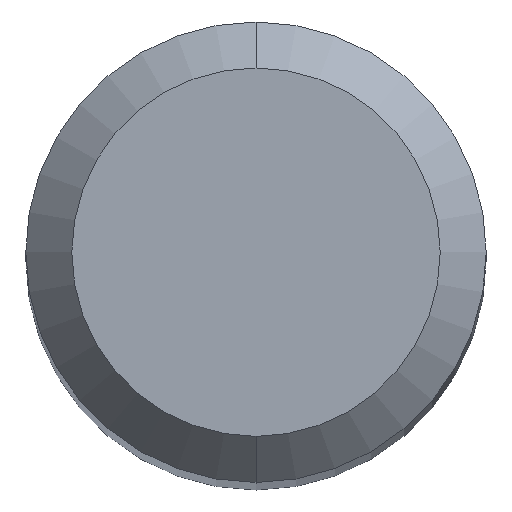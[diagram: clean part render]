
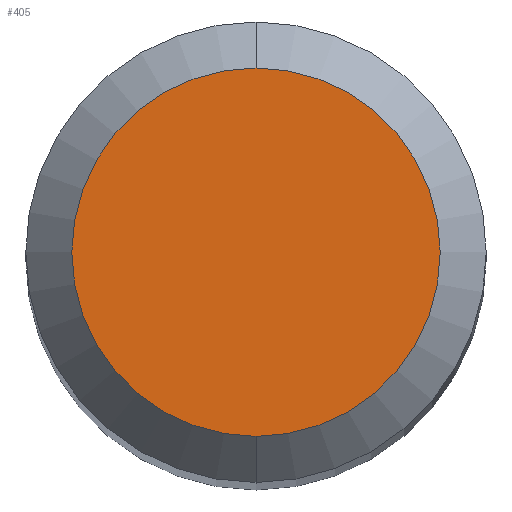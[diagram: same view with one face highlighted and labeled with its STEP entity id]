
A CAD part, top view. The second image highlights one B-rep face of the part: STEP entity #405.
In plain terms, the highlighted planar face has unit normal (0, 0, 1).
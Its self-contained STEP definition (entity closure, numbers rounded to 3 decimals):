
#201=EDGE_CURVE('',#225,#209,#496,.T.);
#209=VERTEX_POINT('',#505);
#225=VERTEX_POINT('',#523);
#273=EDGE_CURVE('',#209,#225,#578,.T.);
#405=ADVANCED_FACE('',(#722),#723,.T.);
#496=CIRCLE('',#835,1.2);
#505=CARTESIAN_POINT('',(0.,-1.2,0.0));
#523=CARTESIAN_POINT('',(0.0,1.2,0.0));
#578=CIRCLE('',#953,1.2);
#722=FACE_OUTER_BOUND('',#1299,.T.);
#723=PLANE('',#1300);
#835=AXIS2_PLACEMENT_3D('',#1441,#1442,#1443);
#953=AXIS2_PLACEMENT_3D('',#1547,#1548,#1549);
#1299=EDGE_LOOP('',(#1691,#1692));
#1300=AXIS2_PLACEMENT_3D('',#1693,#1694,#1695);
#1441=CARTESIAN_POINT('',(0.0,0.0,0.0));
#1442=DIRECTION('',(0.0,0.0,-1.0));
#1443=DIRECTION('',(0.0,1.0,0.0));
#1547=CARTESIAN_POINT('',(0.0,0.0,0.0));
#1548=DIRECTION('',(0.0,0.0,-1.0));
#1549=DIRECTION('',(0.0,1.0,0.0));
#1691=ORIENTED_EDGE('',*,*,#201,.F.);
#1692=ORIENTED_EDGE('',*,*,#273,.F.);
#1693=CARTESIAN_POINT('',(0.0,0.6,0.0));
#1694=DIRECTION('',(-0.0,0.0,1.0));
#1695=DIRECTION('',(0.0,-1.0,0.0));
